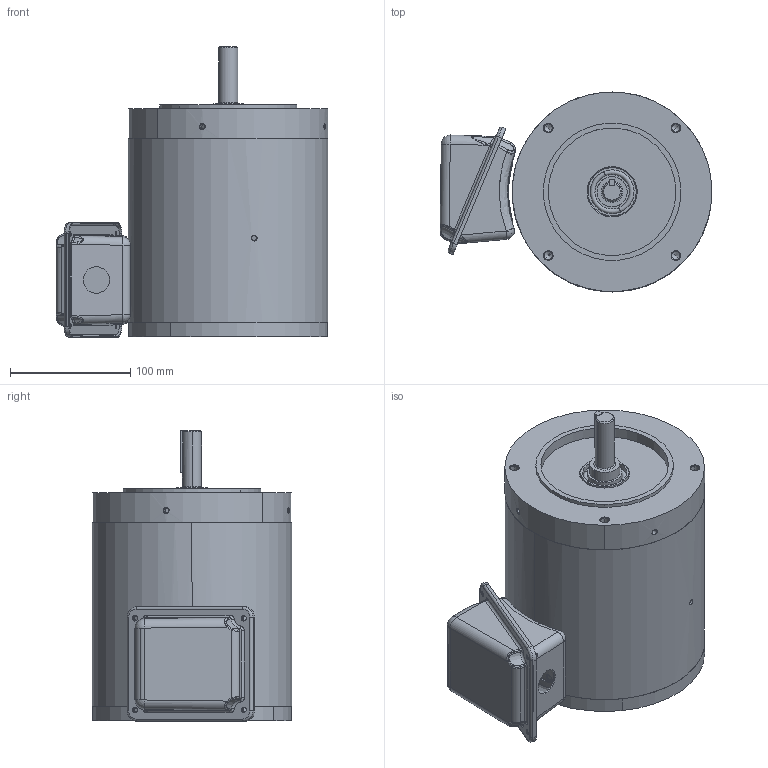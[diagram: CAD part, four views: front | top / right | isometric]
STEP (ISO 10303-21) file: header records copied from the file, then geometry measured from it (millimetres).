
FILE_DESCRIPTION (( 'STEP AP214' ), '1' );
FILE_NAME ('191202.STEP', '2021-09-27T16:24:13', ( '' ), ( '' ), 'SwSTEP 2.0', 'SolidWorks 2017', '' );
FILE_SCHEMA (( 'AUTOMOTIVE_DESIGN' ));
Length unit declared in the file: inch
Products named in the file (1): 191202
Bounding box: 226 x 166 x 241.7 mm (x, y, z)
Volume: 695849.9 mm3; surface area: 401302.8 mm2
Topology: 9 solids, 9 shells, 645 faces, 1572 edges, 954 vertices
Faces by surface type: cylinder 250, bspline 110, cone 109, plane 104, torus 61, sphere 11
Entity records: 32694 total; most frequent: CARTESIAN_POINT 18232, ORIENTED_EDGE 3076, DIRECTION 2818, EDGE_CURVE 1538, AXIS2_PLACEMENT_3D 1149, VERTEX_POINT 947, EDGE_LOOP 757, ADVANCED_FACE 645
